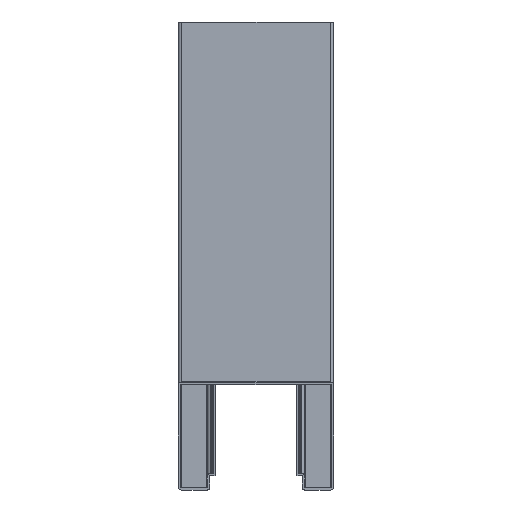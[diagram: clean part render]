
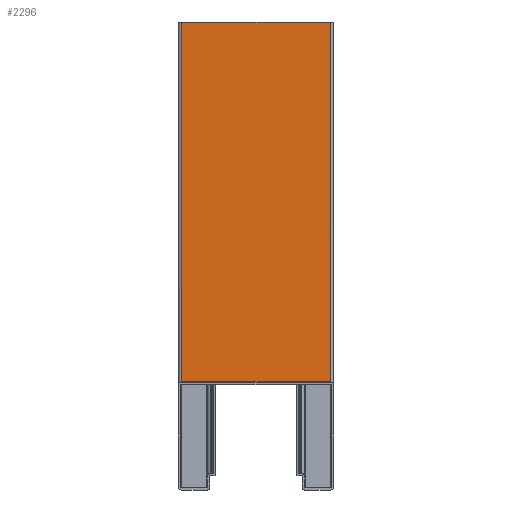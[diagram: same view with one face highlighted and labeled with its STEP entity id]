
A CAD part, left-side view. The second image highlights one B-rep face of the part: STEP entity #2296.
In plain terms, the highlighted planar face has unit normal (-1, 0, 0).
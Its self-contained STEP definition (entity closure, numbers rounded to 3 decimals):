
#51 = VERTEX_POINT ( 'NONE', #2357 ) ;
#169 = LINE ( 'NONE', #1112, #2467 ) ;
#232 = CARTESIAN_POINT ( 'NONE',  ( 0., -62., 90. ) ) ;
#251 = EDGE_CURVE ( 'NONE', #3540, #832, #169, .T. ) ;
#638 = CARTESIAN_POINT ( 'NONE',  ( 0., -62., 390. ) ) ;
#777 = AXIS2_PLACEMENT_3D ( 'NONE', #3071, #3148, #3143 ) ;
#832 = VERTEX_POINT ( 'NONE', #232 ) ;
#846 = DIRECTION ( 'NONE',  ( 0., 1., 0. ) ) ;
#1039 = DIRECTION ( 'NONE',  ( 0., 1., 0. ) ) ;
#1058 = CARTESIAN_POINT ( 'NONE',  ( 0., -65., 390. ) ) ;
#1096 = DIRECTION ( 'NONE',  ( 0., 0., -1. ) ) ;
#1112 = CARTESIAN_POINT ( 'NONE',  ( 0., -62., 2000. ) ) ;
#1267 = EDGE_CURVE ( 'NONE', #3540, #51, #1948, .T. ) ;
#1304 = EDGE_CURVE ( 'NONE', #832, #2856, #2591, .T. ) ;
#1714 = CARTESIAN_POINT ( 'NONE',  ( 0., 62., 90. ) ) ;
#1755 = VECTOR ( 'NONE', #2482, 1000. ) ;
#1762 = LINE ( 'NONE', #2486, #1755 ) ;
#1938 = FACE_OUTER_BOUND ( 'NONE', #3157, .T. ) ;
#1948 = LINE ( 'NONE', #1058, #2257 ) ;
#2146 = ORIENTED_EDGE ( 'NONE', *, *, #1304, .F. ) ;
#2178 = ORIENTED_EDGE ( 'NONE', *, *, #251, .F. ) ;
#2257 = VECTOR ( 'NONE', #1039, 1000. ) ;
#2296 = ADVANCED_FACE ( 'NONE', ( #1938 ), #3156, .F. ) ;
#2357 = CARTESIAN_POINT ( 'NONE',  ( 0., 62., 390. ) ) ;
#2377 = CARTESIAN_POINT ( 'NONE',  ( 0., -65., 90. ) ) ;
#2449 = VECTOR ( 'NONE', #846, 1000. ) ;
#2467 = VECTOR ( 'NONE', #1096, 1000. ) ;
#2482 = DIRECTION ( 'NONE',  ( 0., 0., -1. ) ) ;
#2486 = CARTESIAN_POINT ( 'NONE',  ( 0., 62., 2000. ) ) ;
#2525 = EDGE_CURVE ( 'NONE', #51, #2856, #1762, .T. ) ;
#2591 = LINE ( 'NONE', #2377, #2449 ) ;
#2856 = VERTEX_POINT ( 'NONE', #1714 ) ;
#2929 = ORIENTED_EDGE ( 'NONE', *, *, #2525, .T. ) ;
#3071 = CARTESIAN_POINT ( 'NONE',  ( 0., -62., 2000. ) ) ;
#3143 = DIRECTION ( 'NONE',  ( 0., 0., -1. ) ) ;
#3148 = DIRECTION ( 'NONE',  ( 1., 0., 0. ) ) ;
#3156 = PLANE ( 'NONE',  #777 ) ;
#3157 = EDGE_LOOP ( 'NONE', ( #2178, #3264, #2929, #2146 ) ) ;
#3264 = ORIENTED_EDGE ( 'NONE', *, *, #1267, .T. ) ;
#3540 = VERTEX_POINT ( 'NONE', #638 ) ;
